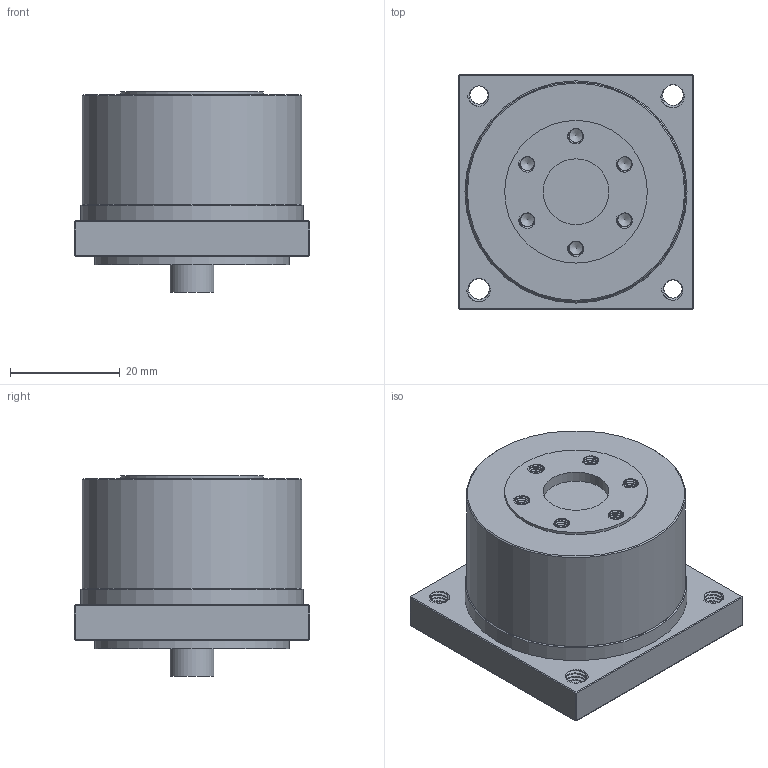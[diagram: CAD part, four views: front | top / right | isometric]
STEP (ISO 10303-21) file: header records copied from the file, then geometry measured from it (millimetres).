
FILE_DESCRIPTION(/* description */ (''),/* implementation_level */ '2;1');
FILE_NAME(/* name */ '',/* time_stamp */ '2023-09-23T14:47:37+08:00',/* author */ (''),/* organization */ (''),/* preprocessor_version */ 'ST-DEVELOPER v20',/* originating_system */ 'Autodesk Translation Framework v12.9.0.99',/* authorisation */ '');
FILE_SCHEMA (('AUTOMOTIVE_DESIGN { 1 0 10303 214 3 1 1 }'));
Length unit declared in the file: millimetre
Products named in the file (1): 42减速机
Bounding box: 43 x 43 x 36.5 mm (x, y, z)
Volume: 41884.4 mm3; surface area: 9337.6 mm2
Topology: 1 solids, 1 shells, 338 faces, 947 edges, 618 vertices
Faces by surface type: cylinder 270, plane 39, bspline 20, cone 9
Full cylindrical faces by diameter (mm): 2.529 x36, 3.086 x18, 3.332 x6, 3.783 x6, 4.109 x6, 4.613 x4, 5 x1, 5.4 x1, 8 x1, 12 x1, 26 x1, 35.5 x1, 40 x1, 40.5 x1
Entity records: 26740 total; most frequent: CARTESIAN_POINT 19112, ORIENTED_EDGE 1882, DIRECTION 1093, EDGE_CURVE 941, VERTEX_POINT 618, B_SPLINE_CURVE_WITH_KNOTS 560, AXIS2_PLACEMENT_3D 393, EDGE_LOOP 359
